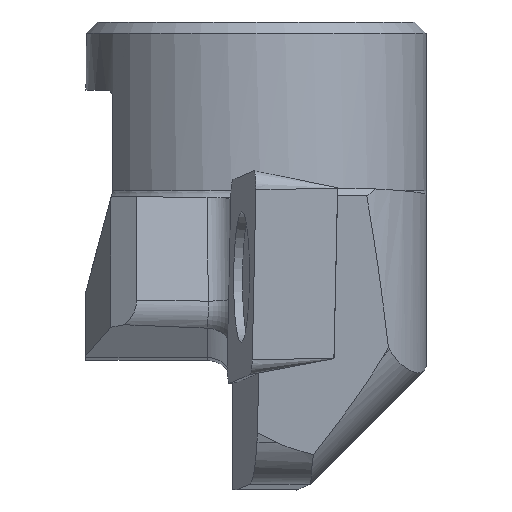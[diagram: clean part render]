
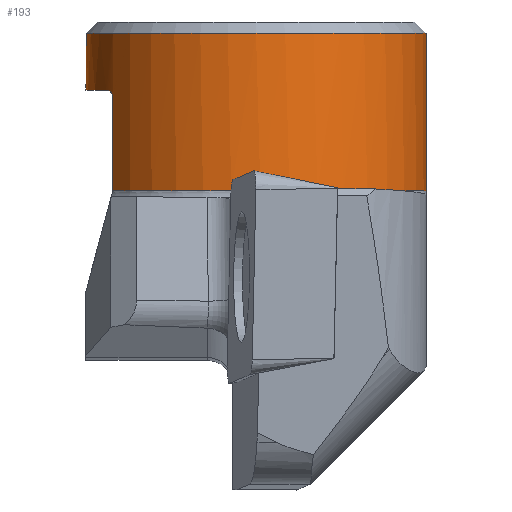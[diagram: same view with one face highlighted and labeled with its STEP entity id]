
A CAD part, left-side view. The second image highlights one B-rep face of the part: STEP entity #193.
In plain terms, the highlighted cylindrical face has radius 8 mm (diameter 16 mm), a full revolution.
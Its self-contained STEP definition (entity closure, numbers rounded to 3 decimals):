
#112=FACE_BOUND('',#342,.T.);
#113=FACE_BOUND('',#343,.T.);
#140=CYLINDRICAL_SURFACE('',#1294,8.);
#157=B_SPLINE_CURVE_WITH_KNOTS('',3,(#1797,#1798,#1799,#1800,#1801,#1802),
 .UNSPECIFIED.,.F.,.F.,(4,2,4),(0.,0.5,1.),.UNSPECIFIED.);
#159=B_SPLINE_CURVE_WITH_KNOTS('',3,(#1819,#1820,#1821,#1822,#1823,#1824,
#1825,#1826,#1827,#1828,#1829,#1830,#1831,#1832,#1833,#1834,#1835,#1836,
#1837),.UNSPECIFIED.,.F.,.F.,(4,3,3,3,3,3,4),(0.,0.079,0.157,
0.29,0.517,0.942,1.),.UNSPECIFIED.);
#160=B_SPLINE_CURVE_WITH_KNOTS('',3,(#1846,#1847,#1848,#1849,#1850,#1851),
 .UNSPECIFIED.,.F.,.F.,(4,2,4),(0.,0.5,1.),.UNSPECIFIED.);
#161=B_SPLINE_CURVE_WITH_KNOTS('',3,(#1852,#1853,#1854,#1855),
 .UNSPECIFIED.,.F.,.F.,(4,4),(0.,1.),.UNSPECIFIED.);
#162=B_SPLINE_CURVE_WITH_KNOTS('',3,(#1857,#1858,#1859,#1860),
 .UNSPECIFIED.,.F.,.F.,(4,4),(0.,1.),.UNSPECIFIED.);
#163=B_SPLINE_CURVE_WITH_KNOTS('',3,(#1864,#1865,#1866,#1867,#1868,#1869,
#1870),.UNSPECIFIED.,.F.,.F.,(4,3,4),(0.,0.728,1.),
 .UNSPECIFIED.);
#164=B_SPLINE_CURVE_WITH_KNOTS('',3,(#1874,#1875,#1876,#1877,#1878,#1879,
#1880,#1881,#1882,#1883,#1884,#1885,#1886,#1887,#1888,#1889,#1890,#1891,
#1892),.UNSPECIFIED.,.F.,.F.,(4,3,3,3,3,3,4),(0.,0.421,0.589,
0.76,0.858,0.958,1.),.UNSPECIFIED.);
#193=ADVANCED_FACE('',(#112,#113),#140,.T.);
#342=EDGE_LOOP('',(#512,#513,#514,#515,#516,#517,#518,#519,#520,#521,#522,
#523,#524));
#343=EDGE_LOOP('',(#525));
#422=ELLIPSE('',#1291,30.91,8.);
#440=CIRCLE('',#1290,8.);
#441=CIRCLE('',#1292,8.);
#442=CIRCLE('',#1293,8.);
#512=ORIENTED_EDGE('',*,*,#940,.F.);
#513=ORIENTED_EDGE('',*,*,#941,.T.);
#514=ORIENTED_EDGE('',*,*,#942,.T.);
#515=ORIENTED_EDGE('',*,*,#943,.F.);
#516=ORIENTED_EDGE('',*,*,#944,.F.);
#517=ORIENTED_EDGE('',*,*,#933,.T.);
#518=ORIENTED_EDGE('',*,*,#945,.T.);
#519=ORIENTED_EDGE('',*,*,#946,.F.);
#520=ORIENTED_EDGE('',*,*,#947,.F.);
#521=ORIENTED_EDGE('',*,*,#948,.F.);
#522=ORIENTED_EDGE('',*,*,#949,.T.);
#523=ORIENTED_EDGE('',*,*,#950,.F.);
#524=ORIENTED_EDGE('',*,*,#951,.T.);
#525=ORIENTED_EDGE('',*,*,#952,.T.);
#819=VERTEX_POINT('',#1796);
#820=VERTEX_POINT('',#1803);
#825=VERTEX_POINT('',#1838);
#826=VERTEX_POINT('',#1839);
#827=VERTEX_POINT('',#1841);
#828=VERTEX_POINT('',#1843);
#829=VERTEX_POINT('',#1845);
#830=VERTEX_POINT('',#1856);
#831=VERTEX_POINT('',#1861);
#832=VERTEX_POINT('',#1863);
#833=VERTEX_POINT('',#1871);
#834=VERTEX_POINT('',#1873);
#835=VERTEX_POINT('',#1893);
#836=VERTEX_POINT('',#1896);
#933=EDGE_CURVE('',#820,#819,#157,.T.);
#940=EDGE_CURVE('',#825,#826,#159,.T.);
#941=EDGE_CURVE('',#825,#827,#1085,.T.);
#942=EDGE_CURVE('',#827,#828,#440,.T.);
#943=EDGE_CURVE('',#829,#828,#1086,.T.);
#944=EDGE_CURVE('',#820,#829,#160,.T.);
#945=EDGE_CURVE('',#819,#830,#161,.T.);
#946=EDGE_CURVE('',#831,#830,#162,.T.);
#947=EDGE_CURVE('',#832,#831,#422,.T.);
#948=EDGE_CURVE('',#833,#832,#163,.T.);
#949=EDGE_CURVE('',#833,#834,#1087,.T.);
#950=EDGE_CURVE('',#835,#834,#164,.T.);
#951=EDGE_CURVE('',#835,#826,#441,.T.);
#952=EDGE_CURVE('',#836,#836,#442,.T.);
#1085=LINE('',#1840,#1161);
#1086=LINE('',#1844,#1162);
#1087=LINE('',#1872,#1163);
#1161=VECTOR('',#1466,1.);
#1162=VECTOR('',#1469,1.);
#1163=VECTOR('',#1472,1.);
#1290=AXIS2_PLACEMENT_3D('',#1842,#1467,#1468);
#1291=AXIS2_PLACEMENT_3D('',#1862,#1470,#1471);
#1292=AXIS2_PLACEMENT_3D('',#1894,#1473,#1474);
#1293=AXIS2_PLACEMENT_3D('',#1895,#1475,#1476);
#1294=AXIS2_PLACEMENT_3D('',#1897,#1477,#1478);
#1466=DIRECTION('',(0.,0.,-1.));
#1467=DIRECTION('',(0.,0.,1.));
#1468=DIRECTION('',(1.,0.,0.));
#1469=DIRECTION('',(0.,0.,1.));
#1470=DIRECTION('',(0.,0.966,0.259));
#1471=DIRECTION('',(0.,-0.259,0.966));
#1472=DIRECTION('',(0.,0.,1.));
#1473=DIRECTION('',(0.,0.,1.));
#1474=DIRECTION('',(0.,-1.,0.));
#1475=DIRECTION('',(0.,0.,-1.));
#1476=DIRECTION('',(-1.,0.,0.));
#1477=DIRECTION('',(0.,0.,1.));
#1478=DIRECTION('',(1.,0.,0.));
#1796=CARTESIAN_POINT('',(7.924,1.1,-7.177));
#1797=CARTESIAN_POINT('',(5.347,-5.95,-8.33));
#1798=CARTESIAN_POINT('',(6.264,-5.127,-7.831));
#1799=CARTESIAN_POINT('',(7.03,-4.038,-7.516));
#1800=CARTESIAN_POINT('',(7.951,-1.583,-7.16));
#1801=CARTESIAN_POINT('',(8.106,-0.21,-7.112));
#1802=CARTESIAN_POINT('',(7.924,1.1,-7.177));
#1803=CARTESIAN_POINT('',(5.347,-5.95,-8.33));
#1819=CARTESIAN_POINT('',(-4.294,6.75,-3.5));
#1820=CARTESIAN_POINT('',(-4.294,6.75,-3.481));
#1821=CARTESIAN_POINT('',(-4.291,6.752,-3.462));
#1822=CARTESIAN_POINT('',(-4.285,6.755,-3.444));
#1823=CARTESIAN_POINT('',(-4.28,6.759,-3.426));
#1824=CARTESIAN_POINT('',(-4.272,6.764,-3.409));
#1825=CARTESIAN_POINT('',(-4.263,6.77,-3.393));
#1826=CARTESIAN_POINT('',(-4.247,6.78,-3.367));
#1827=CARTESIAN_POINT('',(-4.227,6.792,-3.345));
#1828=CARTESIAN_POINT('',(-4.205,6.806,-3.326));
#1829=CARTESIAN_POINT('',(-4.168,6.829,-3.293));
#1830=CARTESIAN_POINT('',(-4.124,6.855,-3.27));
#1831=CARTESIAN_POINT('',(-4.08,6.881,-3.252));
#1832=CARTESIAN_POINT('',(-3.997,6.931,-3.218));
#1833=CARTESIAN_POINT('',(-3.907,6.982,-3.204));
#1834=CARTESIAN_POINT('',(-3.818,7.03,-3.201));
#1835=CARTESIAN_POINT('',(-3.806,7.037,-3.2));
#1836=CARTESIAN_POINT('',(-3.793,7.043,-3.2));
#1837=CARTESIAN_POINT('',(-3.781,7.05,-3.2));
#1838=CARTESIAN_POINT('',(-4.294,6.75,-3.5));
#1839=CARTESIAN_POINT('',(-3.781,7.05,-3.2));
#1840=CARTESIAN_POINT('',(-4.294,6.75,0.));
#1841=CARTESIAN_POINT('',(-4.294,6.75,-7.948));
#1842=CARTESIAN_POINT('',(0.,0.,-7.948));
#1843=CARTESIAN_POINT('',(0.,-8.,-7.948));
#1844=CARTESIAN_POINT('',(0.,-8.,-33.));
#1845=CARTESIAN_POINT('',(0.,-8.,-9.191));
#1846=CARTESIAN_POINT('',(5.347,-5.95,-8.33));
#1847=CARTESIAN_POINT('',(4.646,-6.58,-7.891));
#1848=CARTESIAN_POINT('',(3.721,-7.158,-7.658));
#1849=CARTESIAN_POINT('',(1.769,-7.871,-7.995));
#1850=CARTESIAN_POINT('',(0.816,-8.,-8.528));
#1851=CARTESIAN_POINT('',(0.,-8.,-9.191));
#1852=CARTESIAN_POINT('',(7.924,1.1,-7.177));
#1853=CARTESIAN_POINT('',(7.896,1.302,-7.1));
#1854=CARTESIAN_POINT('',(7.857,1.52,-7.059));
#1855=CARTESIAN_POINT('',(7.81,1.733,-7.065));
#1856=CARTESIAN_POINT('',(7.81,1.733,-7.065));
#1857=CARTESIAN_POINT('',(4.263,6.769,-8.072));
#1858=CARTESIAN_POINT('',(5.945,5.71,-7.27));
#1859=CARTESIAN_POINT('',(7.345,3.828,-7.115));
#1860=CARTESIAN_POINT('',(7.81,1.733,-7.065));
#1861=CARTESIAN_POINT('',(4.263,6.769,-8.072));
#1862=CARTESIAN_POINT('',(0.,0.,17.191));
#1863=CARTESIAN_POINT('',(4.278,6.76,-8.038));
#1864=CARTESIAN_POINT('',(4.294,6.75,-7.961));
#1865=CARTESIAN_POINT('',(4.294,6.75,-7.98));
#1866=CARTESIAN_POINT('',(4.291,6.752,-8.));
#1867=CARTESIAN_POINT('',(4.285,6.756,-8.018));
#1868=CARTESIAN_POINT('',(4.283,6.757,-8.025));
#1869=CARTESIAN_POINT('',(4.281,6.758,-8.032));
#1870=CARTESIAN_POINT('',(4.278,6.76,-8.038));
#1871=CARTESIAN_POINT('',(4.294,6.75,-7.961));
#1872=CARTESIAN_POINT('',(4.294,6.75,0.));
#1873=CARTESIAN_POINT('',(4.294,6.75,-3.5));
#1874=CARTESIAN_POINT('',(3.781,7.05,-3.2));
#1875=CARTESIAN_POINT('',(3.87,7.002,-3.2));
#1876=CARTESIAN_POINT('',(3.959,6.952,-3.211));
#1877=CARTESIAN_POINT('',(4.043,6.903,-3.238));
#1878=CARTESIAN_POINT('',(4.077,6.883,-3.249));
#1879=CARTESIAN_POINT('',(4.11,6.864,-3.263));
#1880=CARTESIAN_POINT('',(4.141,6.845,-3.281));
#1881=CARTESIAN_POINT('',(4.173,6.826,-3.299));
#1882=CARTESIAN_POINT('',(4.203,6.807,-3.321));
#1883=CARTESIAN_POINT('',(4.229,6.791,-3.349));
#1884=CARTESIAN_POINT('',(4.244,6.782,-3.365));
#1885=CARTESIAN_POINT('',(4.257,6.773,-3.383));
#1886=CARTESIAN_POINT('',(4.268,6.766,-3.403));
#1887=CARTESIAN_POINT('',(4.279,6.759,-3.423));
#1888=CARTESIAN_POINT('',(4.288,6.754,-3.446));
#1889=CARTESIAN_POINT('',(4.291,6.752,-3.469));
#1890=CARTESIAN_POINT('',(4.293,6.751,-3.479));
#1891=CARTESIAN_POINT('',(4.294,6.75,-3.49));
#1892=CARTESIAN_POINT('',(4.294,6.75,-3.5));
#1893=CARTESIAN_POINT('',(3.781,7.05,-3.2));
#1894=CARTESIAN_POINT('',(0.,0.,-3.2));
#1895=CARTESIAN_POINT('',(0.,0.,-0.529));
#1896=CARTESIAN_POINT('',(-8.,0.,-0.529));
#1897=CARTESIAN_POINT('',(0.,0.,0.));
